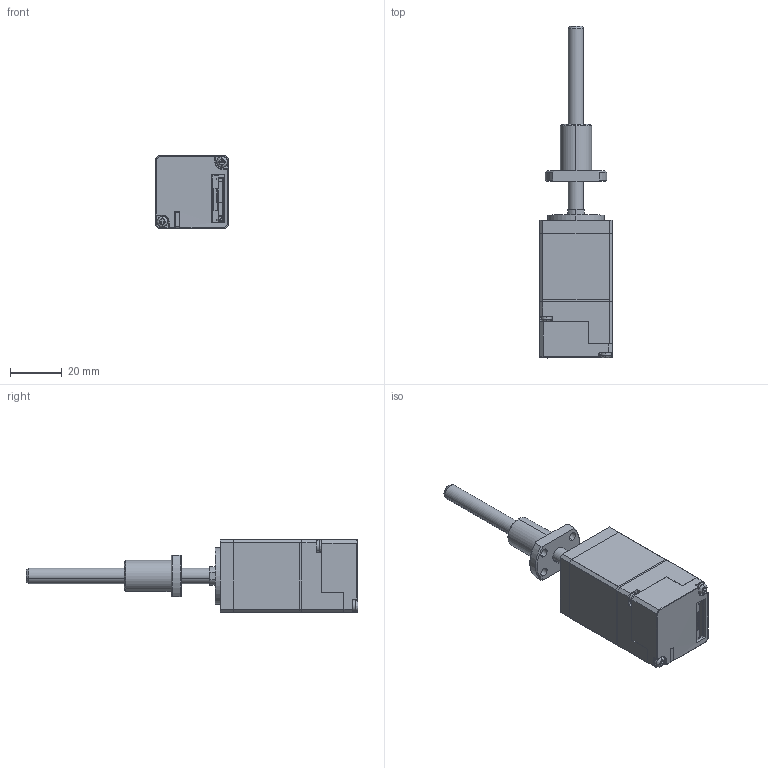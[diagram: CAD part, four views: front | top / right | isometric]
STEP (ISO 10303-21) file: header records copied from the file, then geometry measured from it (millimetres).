
FILE_DESCRIPTION (( 'STEP AP203' ), '1' );
FILE_NAME ('TSM11Q-2RM-B0606-75-FF1-0.STEP', '2021-07-20T08:39:00', ( '' ), ( '' ), 'SwSTEP 2.0', 'SolidWorks 2014', '' );
FILE_SCHEMA (( 'CONFIG_CONTROL_DESIGN' ));
Length unit declared in the file: millimetre
Products named in the file (1): TSM11Q-2RM-B0606-75-FF1-0
Bounding box: 28 x 128.2 x 28.03 mm (x, y, z)
Surface area: 16222.7 mm2 (no closed solid volume)
Topology: 0 solids, 13 shells, 223 faces, 794 edges, 568 vertices
Faces by surface type: plane 111, cylinder 78, bspline 15, cone 14, torus 4, sphere 1
Entity records: 9820 total; most frequent: CARTESIAN_POINT 3278, ORIENTED_EDGE 1266, DIRECTION 1248, EDGE_CURVE 791, VERTEX_POINT 568, LINE 460, VECTOR 460, AXIS2_PLACEMENT_3D 394
